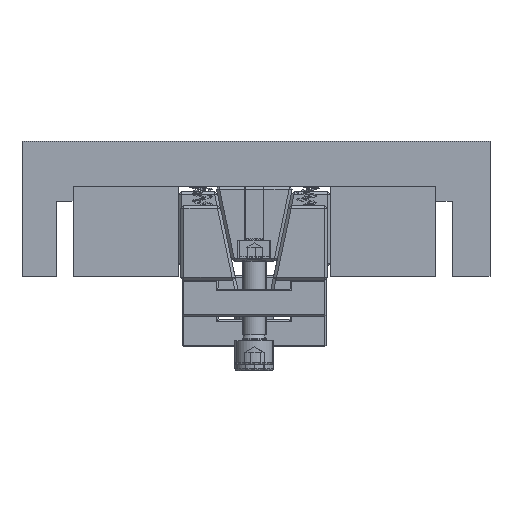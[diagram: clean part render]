
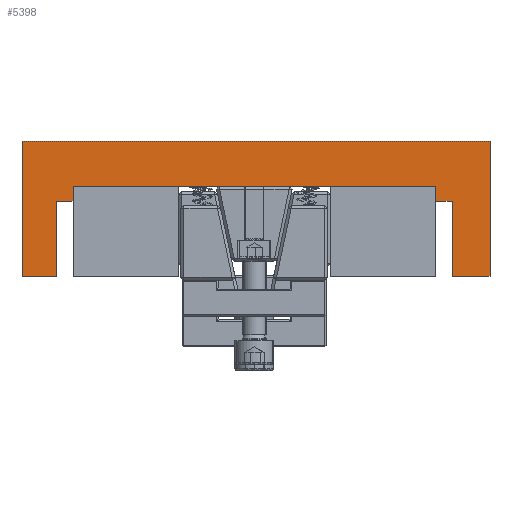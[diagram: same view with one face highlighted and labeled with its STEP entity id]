
A CAD part, front view. The second image highlights one B-rep face of the part: STEP entity #5398.
In plain terms, the highlighted planar face has unit normal (0, -1, 0).
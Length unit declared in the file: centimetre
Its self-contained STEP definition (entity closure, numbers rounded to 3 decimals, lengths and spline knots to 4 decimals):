
#2052=VECTOR('',#6084,1.);
#2056=VECTOR('',#6089,1.);
#2059=VECTOR('',#6093,1.);
#2062=VECTOR('',#6097,1.);
#2065=VECTOR('',#6101,1.);
#2068=VECTOR('',#6105,1.);
#2071=VECTOR('',#6109,1.);
#2074=VECTOR('',#6113,1.);
#2077=VECTOR('',#6117,1.);
#2080=VECTOR('',#6121,1.);
#2083=VECTOR('',#6125,1.);
#2085=VECTOR('',#6128,1.);
#2360=LINE('',#7083,#2052);
#2364=LINE('',#7091,#2056);
#2367=LINE('',#7097,#2059);
#2370=LINE('',#7103,#2062);
#2373=LINE('',#7109,#2065);
#2376=LINE('',#7115,#2068);
#2379=LINE('',#7121,#2071);
#2382=LINE('',#7127,#2074);
#2385=LINE('',#7133,#2077);
#2388=LINE('',#7139,#2080);
#2391=LINE('',#7145,#2083);
#2393=LINE('',#7148,#2085);
#2679=PLANE('',#5661);
#2834=VERTEX_POINT('',#7082);
#2835=VERTEX_POINT('',#7084);
#2837=VERTEX_POINT('',#7090);
#2839=VERTEX_POINT('',#7096);
#2841=VERTEX_POINT('',#7102);
#2843=VERTEX_POINT('',#7108);
#2845=VERTEX_POINT('',#7114);
#2847=VERTEX_POINT('',#7120);
#2849=VERTEX_POINT('',#7126);
#2851=VERTEX_POINT('',#7132);
#2853=VERTEX_POINT('',#7138);
#2855=VERTEX_POINT('',#7144);
#3272=EDGE_CURVE('',#2835,#2834,#2360,.T.);
#3276=EDGE_CURVE('',#2834,#2837,#2364,.T.);
#3279=EDGE_CURVE('',#2837,#2839,#2367,.T.);
#3282=EDGE_CURVE('',#2839,#2841,#2370,.T.);
#3285=EDGE_CURVE('',#2841,#2843,#2373,.T.);
#3288=EDGE_CURVE('',#2843,#2845,#2376,.T.);
#3291=EDGE_CURVE('',#2845,#2847,#2379,.T.);
#3294=EDGE_CURVE('',#2847,#2849,#2382,.T.);
#3297=EDGE_CURVE('',#2849,#2851,#2385,.T.);
#3300=EDGE_CURVE('',#2851,#2853,#2388,.T.);
#3303=EDGE_CURVE('',#2853,#2855,#2391,.T.);
#3305=EDGE_CURVE('',#2855,#2835,#2393,.T.);
#3847=ORIENTED_EDGE('',*,*,#3305,.T.);
#3848=ORIENTED_EDGE('',*,*,#3272,.T.);
#3849=ORIENTED_EDGE('',*,*,#3276,.T.);
#3850=ORIENTED_EDGE('',*,*,#3279,.T.);
#3851=ORIENTED_EDGE('',*,*,#3282,.T.);
#3852=ORIENTED_EDGE('',*,*,#3285,.T.);
#3853=ORIENTED_EDGE('',*,*,#3288,.T.);
#3854=ORIENTED_EDGE('',*,*,#3291,.T.);
#3855=ORIENTED_EDGE('',*,*,#3294,.T.);
#3856=ORIENTED_EDGE('',*,*,#3297,.T.);
#3857=ORIENTED_EDGE('',*,*,#3300,.T.);
#3858=ORIENTED_EDGE('',*,*,#3303,.T.);
#4810=EDGE_LOOP('',(#3847,#3848,#3849,#3850,#3851,#3852,#3853,#3854,#3855,
#3856,#3857,#3858));
#5112=FACE_BOUND('',#4810,.T.);
#5398=ADVANCED_FACE('',(#5112),#2679,.F.);
#5661=AXIS2_PLACEMENT_3D('',#7150,#6130,$);
#6084=DIRECTION('',(0.,0.,-1.));
#6089=DIRECTION('',(1.,0.,0.));
#6093=DIRECTION('',(0.,0.,-1.));
#6097=DIRECTION('',(1.,0.,0.));
#6101=DIRECTION('',(0.,0.,1.));
#6105=DIRECTION('',(-1.,0.,0.));
#6109=DIRECTION('',(0.,0.,-1.));
#6113=DIRECTION('',(1.,0.,0.));
#6117=DIRECTION('',(0.,0.,1.));
#6121=DIRECTION('',(1.,0.,0.));
#6125=DIRECTION('',(0.,0.,1.));
#6128=DIRECTION('',(1.,0.,0.));
#6130=DIRECTION('',(0.,1.,0.));
#7082=CARTESIAN_POINT('',(6.041,0.,-0.5));
#7083=CARTESIAN_POINT('',(6.041,0.,0.));
#7084=CARTESIAN_POINT('',(6.041,0.,0.));
#7090=CARTESIAN_POINT('',(6.591,0.,-0.5));
#7091=CARTESIAN_POINT('',(6.041,0.,-0.5));
#7096=CARTESIAN_POINT('',(6.591,0.,-3.));
#7097=CARTESIAN_POINT('',(6.591,0.,-0.5));
#7102=CARTESIAN_POINT('',(7.851,0.,-3.));
#7103=CARTESIAN_POINT('',(6.591,0.,-3.));
#7108=CARTESIAN_POINT('',(7.851,0.,1.5));
#7109=CARTESIAN_POINT('',(7.851,0.,-3.));
#7114=CARTESIAN_POINT('',(-7.741,0.,1.5));
#7115=CARTESIAN_POINT('',(7.851,0.,1.5));
#7120=CARTESIAN_POINT('',(-7.741,0.,-3.));
#7121=CARTESIAN_POINT('',(-7.741,0.,1.5));
#7126=CARTESIAN_POINT('',(-6.591,0.,-3.));
#7127=CARTESIAN_POINT('',(-7.741,0.,-3.));
#7132=CARTESIAN_POINT('',(-6.591,0.,-0.5));
#7133=CARTESIAN_POINT('',(-6.591,0.,-3.));
#7138=CARTESIAN_POINT('',(-6.041,0.,-0.5));
#7139=CARTESIAN_POINT('',(-6.591,0.,-0.5));
#7144=CARTESIAN_POINT('',(-6.041,0.,0.));
#7145=CARTESIAN_POINT('',(-6.041,0.,-0.5));
#7148=CARTESIAN_POINT('',(-6.041,0.,0.));
#7150=CARTESIAN_POINT('',(0.0479,0.,-0.0031));
